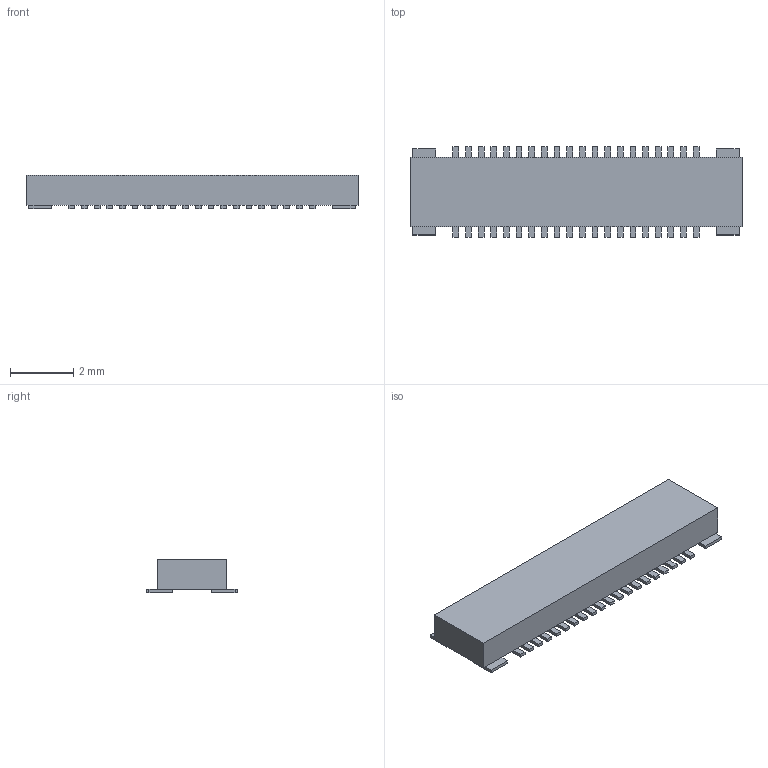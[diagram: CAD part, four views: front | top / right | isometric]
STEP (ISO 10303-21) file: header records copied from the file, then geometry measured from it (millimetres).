
FILE_DESCRIPTION(('FreeCAD Model'),'2;1');
FILE_NAME('12868607.1.3.stp','2020-09-10T15:17:49',( 'Author'),(''),'Open CASCADE STEP processor 6.9','FreeCAD','Unknown' );
FILE_SCHEMA(('AUTOMOTIVE_DESIGN { 1 0 10303 214 1 1 1 1 }'));
Length unit declared in the file: millimetre
Products named in the file (3): ASSEMBLY; Body; Pins
Assembly tree (2 placements, depth 2):
  ASSEMBLY
    Body
    Pins
Bounding box: 10.5 x 2.85 x 1.05 mm (x, y, z)
Volume: 22.5 mm3; surface area: 87.5 mm2
Topology: 45 solids, 45 shells, 270 faces, 540 edges, 360 vertices
Faces by surface type: plane 270
Entity records: 14231 total; most frequent: CARTESIAN_POINT 2253, DIRECTION 2166, LINE 1620, VECTOR 1620, ORIENTED_EDGE 1080, PCURVE 1080, DEFINITIONAL_REPRESENTATION 1080, EDGE_CURVE 540
